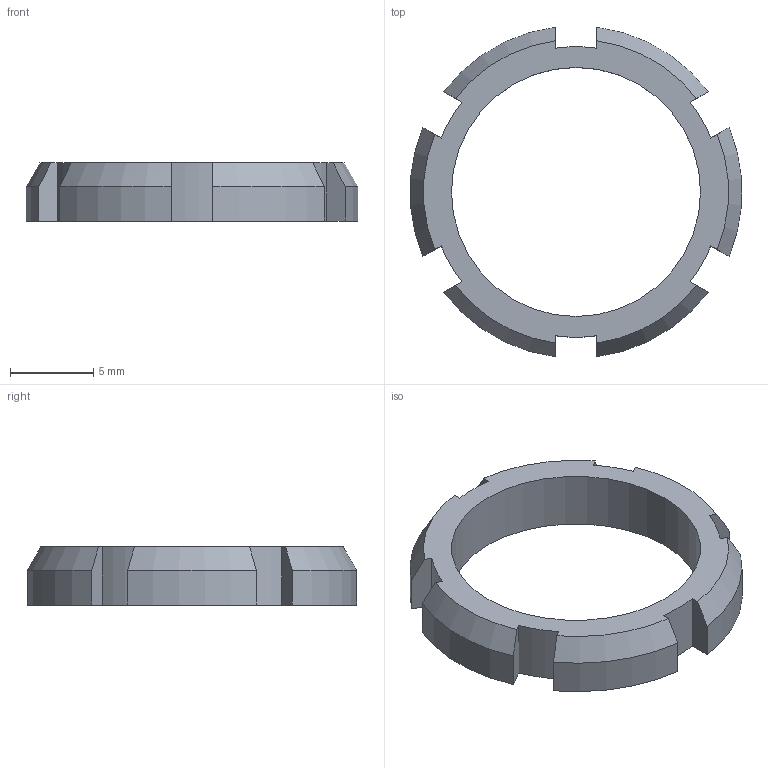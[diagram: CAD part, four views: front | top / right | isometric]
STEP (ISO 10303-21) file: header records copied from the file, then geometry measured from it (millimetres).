
FILE_DESCRIPTION((''),'2;1');
FILE_NAME('LEMO_ECP.2S.304.CLN_Part2.stp','2013-03-20T13:18:11',(''),(''),'Mechanical Desktop 2011','Mechanical Desktop 2011',', , ');
FILE_SCHEMA(('AUTOMOTIVE_DESIGN { 1 2 10303 214 1 1 1 1 }'));
Length unit declared in the file: millimetre
Products named in the file (1): Product
Bounding box: 19.94 x 19.84 x 3.5 mm (x, y, z)
Volume: 389.2 mm3; surface area: 637.9 mm2
Topology: 1 solids, 1 shells, 34 faces, 96 edges, 64 vertices
Faces by surface type: bspline 20, plane 14
Entity records: 1411 total; most frequent: CARTESIAN_POINT 559, ORIENTED_EDGE 192, DIRECTION 148, EDGE_CURVE 96, VERTEX_POINT 64, VECTOR 50, LINE 50, AXIS2_PLACEMENT_3D 49
